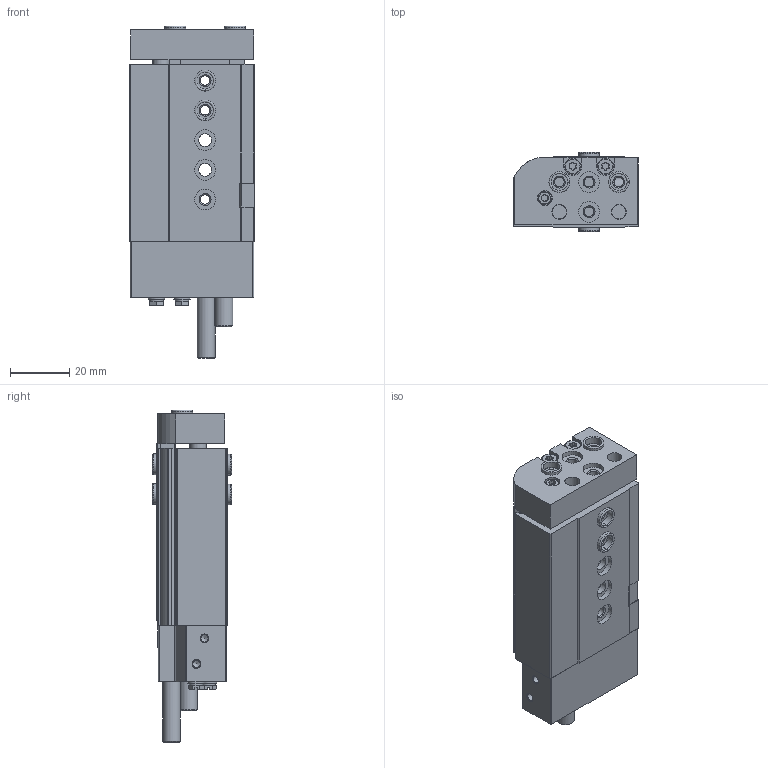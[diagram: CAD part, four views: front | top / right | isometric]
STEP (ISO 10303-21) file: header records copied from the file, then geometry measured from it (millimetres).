
FILE_DESCRIPTION(/* description */ ('STEP AP214'),/* implementation_level */ '2;1');
FILE_NAME(/* name */ '543926_DGSL-8-10-PA',/* time_stamp */ '2024-08-16T03:54:26+02:00',/* author */ ('License CC BY-ND 4.0'),/* organization */ ('CADENAS'),/* preprocessor_version */ 'ST-DEVELOPER v19.3',/* originating_system */ 'PARTsolutions',/* authorisation */ ' ');
FILE_SCHEMA (('AUTOMOTIVE_DESIGN {1 0 10303 214 3 1 1}'));
Length unit declared in the file: millimetre
Products named in the file (7): 543926 DGSL-8-10-PA---(0); DGSL-8---(10-0-0-10-zr); 699438 DGSL-8-P; 30979 B-M3-S9; 686784 DGSL-8-AS; DGSL-8---(10-0-JP); 8146544 ZBH-7-B
Assembly tree (13 placements, depth 2):
  543926 DGSL-8-10-PA---(0)
    DGSL-8---(10-0-0-10-zr)
    699438 DGSL-8-P  x2
    30979 B-M3-S9  x2
    686784 DGSL-8-AS
    DGSL-8---(10-0-JP)
    8146544 ZBH-7-B  x6
Bounding box: 42 x 26.59 x 111.7 mm (x, y, z)
Volume: 68557.8 mm3; surface area: 31299.4 mm2
Topology: 13 solids, 13 shells, 626 faces, 1537 edges, 989 vertices
Faces by surface type: plane 315, cylinder 219, cone 69, torus 23
Full cylindrical faces by diameter (mm): 2 x2, 2.013 x1, 2.4 x2, 2.459 x5, 2.5 x2, 3 x3, 3.242 x10, 4 x3, 4.3 x2, 4.5 x3, 4.8 x2, 5 x3, 5.459 x2, 5.5 x10, 5.58 x2, 6 x6, 7 x12, 8 x2, 8.2 x2, 10 x2
Entity records: 16147 total; most frequent: CARTESIAN_POINT 2783, DIRECTION 2745, ORIENTED_EDGE 2422, EDGE_CURVE 1211, AXIS2_PLACEMENT_3D 1028, VERTEX_POINT 865, FACE_BOUND 760, EDGE_LOOP 753
